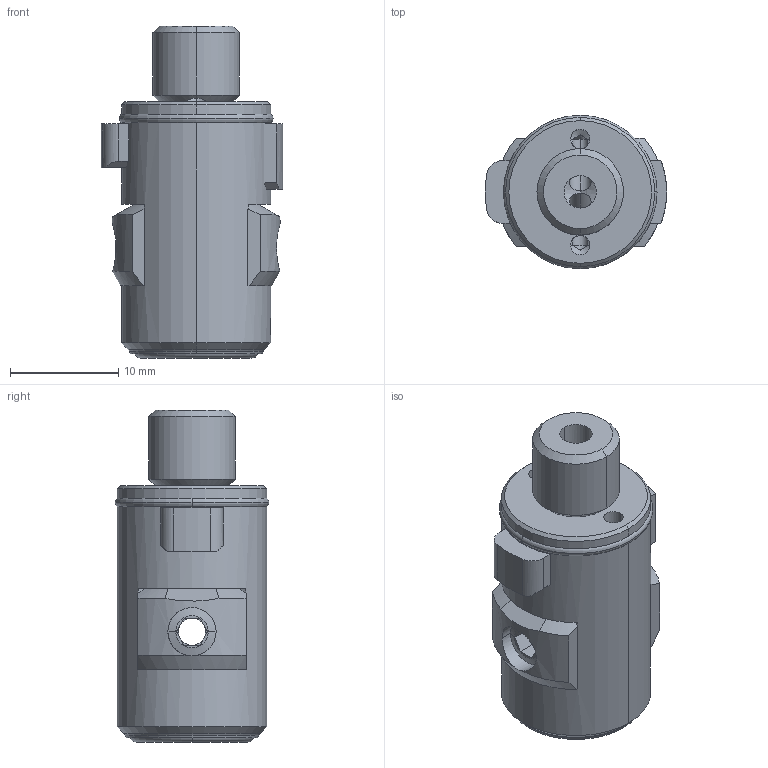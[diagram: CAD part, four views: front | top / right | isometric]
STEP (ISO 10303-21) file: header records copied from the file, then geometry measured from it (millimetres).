
FILE_DESCRIPTION(('HOOPS Exchange Step'),'2;1');
FILE_NAME('export-23381D2A-47A4-43E2-B866-8C2C6C5E8452.stp','2023-12-28T16:18:42+01:00',('Engineering'),('Alibre'),'HOOPS Exchange 2021.0','Alibre','Unknown authorisation');
FILE_SCHEMA( ('AP242_MANAGED_MODEL_BASED_3D_ENGINEERING_MIM_LF {1 0 10303 442 1 1 4 }') );
Length unit declared in the file: millimetre
Products named in the file (3): 5190-1 HSK25-C Guhring 4958 4-point clamping set for conventional cooling; 5190-2 HSK25-C Guhring 4958 4-point clamping set for conventional cooling; 5190 HSK25-C Guhring 4958 4-point clamping set for conventional cooling
Assembly tree (2 placements, depth 2):
  5190 HSK25-C Guhring 4958 4-point clamping set for conventional cooling
    5190-1 HSK25-C Guhring 4958 4-point clamping set for conventional cooling
    5190-2 HSK25-C Guhring 4958 4-point clamping set for conventional cooling
Bounding box: 16.78 x 14.2 x 30.7 mm (x, y, z)
Volume: 3701.9 mm3; surface area: 2626.5 mm2
Topology: 2 solids, 2 shells, 165 faces, 429 edges, 260 vertices
Faces by surface type: plane 64, cylinder 46, cone 45, torus 10
Entity records: 6510 total; most frequent: CARTESIAN_POINT 2440, DIRECTION 851, ORIENTED_EDGE 826, EDGE_CURVE 413, AXIS2_PLACEMENT_3D 336, VERTEX_POINT 260, EDGE_LOOP 183, FACE_BOUND 183
